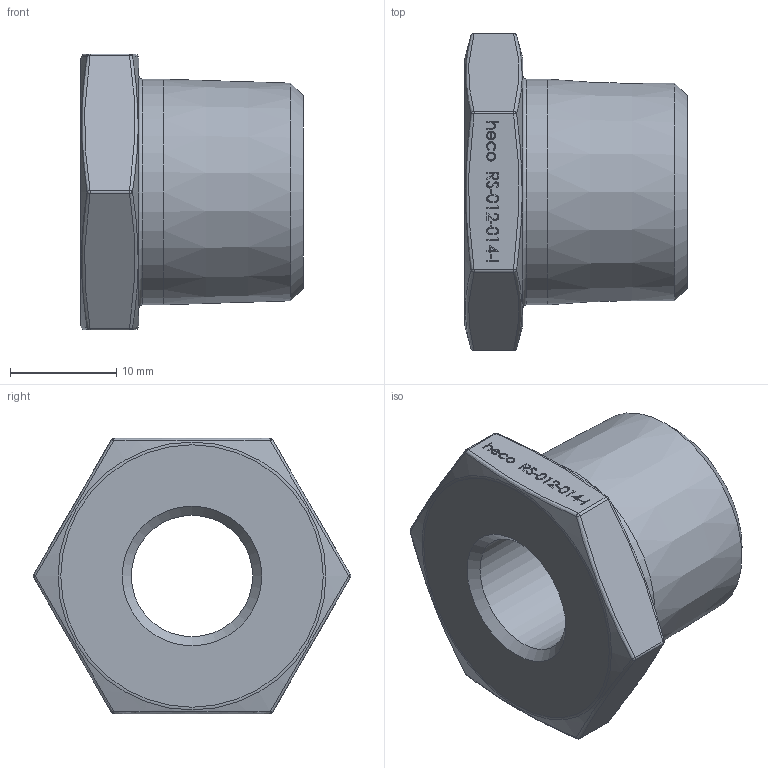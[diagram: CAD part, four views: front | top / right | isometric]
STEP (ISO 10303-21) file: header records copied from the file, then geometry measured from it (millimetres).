
FILE_DESCRIPTION (( 'STEP AP214' ), '1' );
FILE_NAME ('RS-012-014-I 2312.STEP', '2023-12-11T13:33:39', ( '' ), ( '' ), 'SwSTEP 2.0', 'SolidWorks 2019', '' );
FILE_SCHEMA (( 'AUTOMOTIVE_DESIGN' ));
Length unit declared in the file: millimetre
Products named in the file (1): RS-012-014-I 2312
Bounding box: 21 x 29.93 x 26 mm (x, y, z)
Volume: 5807.9 mm3; surface area: 3121 mm2
Topology: 1 solids, 1 shells, 227 faces, 566 edges, 364 vertices
Faces by surface type: plane 104, bspline 91, sphere 12, cylinder 9, cone 6, torus 5
Full cylindrical faces by diameter (mm): 11.445 x1, 13.557 x1, 21.268 x1
Entity records: 13285 total; most frequent: CARTESIAN_POINT 6695, ORIENTED_EDGE 1088, DIRECTION 688, EDGE_CURVE 544, VERTEX_POINT 356, VECTOR 310, LINE 310, EDGE_LOOP 266
